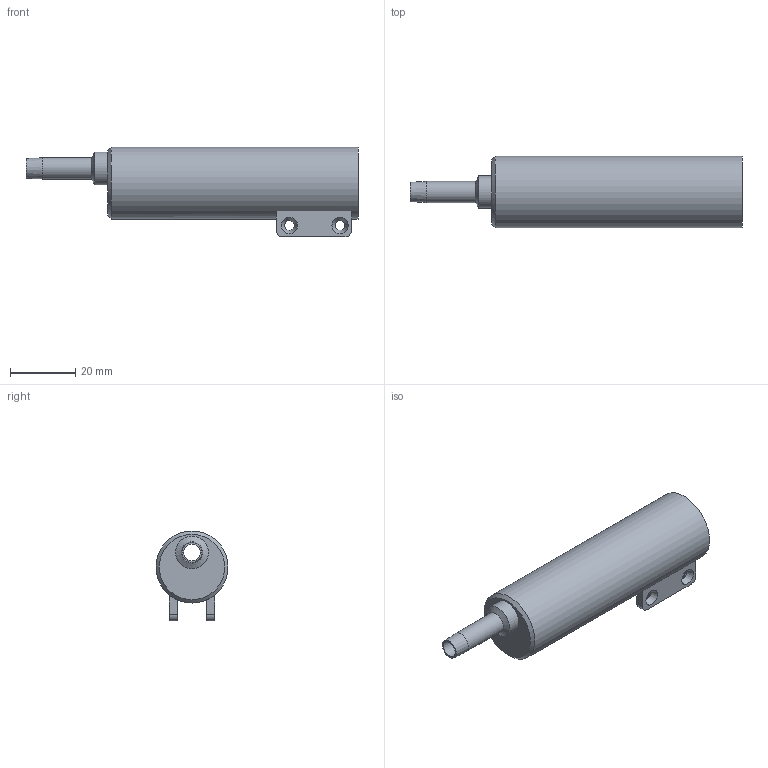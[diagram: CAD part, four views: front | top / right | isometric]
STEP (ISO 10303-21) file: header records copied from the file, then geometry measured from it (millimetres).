
FILE_DESCRIPTION(/* description */ (''),/* implementation_level */ '2;1');
FILE_NAME(/* name */ 'Cylindre.step',/* time_stamp */ '2023-04-03T18:52:45+02:00',/* author */ (''),/* organization */ (''),/* preprocessor_version */ 'ST-DEVELOPER v19.2',/* originating_system */ 'Autodesk Translation Framework v11.17.0.187',/* authorisation */ '');
FILE_SCHEMA (('AUTOMOTIVE_DESIGN { 1 0 10303 214 3 1 1 }'));
Length unit declared in the file: millimetre
Products named in the file (1): (Non enregistré)
Bounding box: 101.5 x 22 x 27.47 mm (x, y, z)
Volume: 11272.4 mm3; surface area: 11858 mm2
Topology: 1 solids, 1 shells, 34 faces, 77 edges, 49 vertices
Faces by surface type: plane 14, cylinder 13, cone 7
Full cylindrical faces by diameter (mm): 3 x4, 5 x1, 6.5 x1, 10 x1, 18 x1, 22 x1
Entity records: 1015 total; most frequent: DIRECTION 184, CARTESIAN_POINT 161, ORIENTED_EDGE 154, EDGE_CURVE 77, AXIS2_PLACEMENT_3D 72, VERTEX_POINT 49, EDGE_LOOP 48, LINE 40
